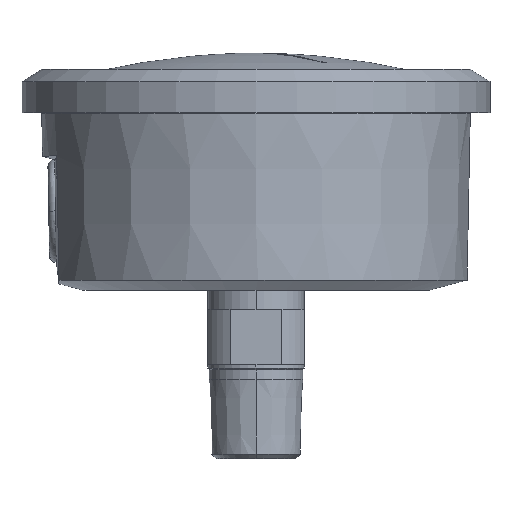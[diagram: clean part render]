
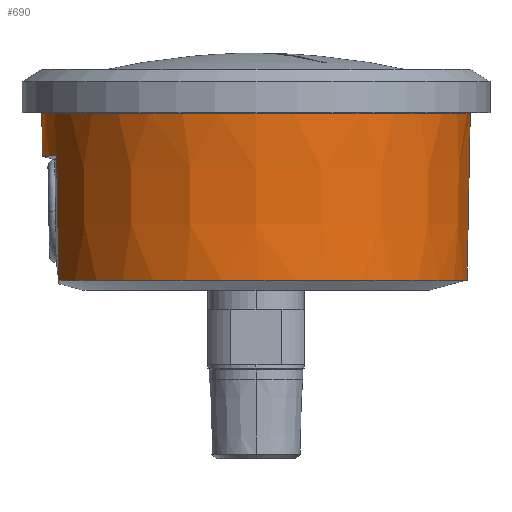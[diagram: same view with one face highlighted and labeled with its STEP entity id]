
A CAD part, left-side view. The second image highlights one B-rep face of the part: STEP entity #690.
In plain terms, the highlighted conical face has half-angle 1.114 degrees and reference radius 31.133 mm.
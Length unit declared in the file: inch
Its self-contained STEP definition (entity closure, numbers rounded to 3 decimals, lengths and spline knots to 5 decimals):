
#37 = EDGE_CURVE ( 'NONE', #3220, #2010, #3845, .T. ) ;
#98 = CARTESIAN_POINT ( 'NONE',  ( -0.43126, 1.12749, -0.10025 ) ) ;
#191 = EDGE_CURVE ( 'NONE', #569, #2911, #1349, .T. ) ;
#382 = CARTESIAN_POINT ( 'NONE',  ( 0., -1.22572, 0.85471 ) ) ;
#458 = CARTESIAN_POINT ( 'NONE',  ( 0., -1.22572, 0.85471 ) ) ;
#540 = ORIENTED_EDGE ( 'NONE', *, *, #4565, .T. ) ;
#569 = VERTEX_POINT ( 'NONE', #4356 ) ;
#656 = LINE ( 'NONE', #4012, #3885 ) ;
#690 = ADVANCED_FACE ( 'NONE', ( #2003 ), #4159, .T. ) ;
#800 = LINE ( 'NONE', #382, #1876 ) ;
#832 = ORIENTED_EDGE ( 'NONE', *, *, #3662, .T. ) ;
#1349 = CIRCLE ( 'NONE', #3650, 1.20715 ) ;
#1467 = CARTESIAN_POINT ( 'NONE',  ( -0.29747, 1.19362, 0.6093 ) ) ;
#1767 = AXIS2_PLACEMENT_3D ( 'NONE', #2920, #3360, #2051 ) ;
#1845 = ORIENTED_EDGE ( 'NONE', *, *, #37, .F. ) ;
#1876 = VECTOR ( 'NONE', #3755, 39.37008 ) ;
#2003 = FACE_OUTER_BOUND ( 'NONE', #5126, .T. ) ;
#2010 = VERTEX_POINT ( 'NONE', #4670 ) ;
#2051 = DIRECTION ( 'NONE',  ( 0., -1., 0. ) ) ;
#2106 = CARTESIAN_POINT ( 'NONE',  ( -0.4375, 1.13989, 0.61024 ) ) ;
#2538 = DIRECTION ( 'NONE',  ( 0., 1., 0. ) ) ;
#2596 = EDGE_CURVE ( 'NONE', #2010, #4695, #656, .T. ) ;
#2625 = CARTESIAN_POINT ( 'NONE',  ( -0.43334, 1.13162, 0.13658 ) ) ;
#2750 = CARTESIAN_POINT ( 'NONE',  ( -0.4375, 1.13989, 0.61024 ) ) ;
#2812 = VERTEX_POINT ( 'NONE', #458 ) ;
#2883 = CIRCLE ( 'NONE', #3940, 1.22572 ) ;
#2911 = VERTEX_POINT ( 'NONE', #98 ) ;
#2920 = CARTESIAN_POINT ( 'NONE',  ( 0., 0., 0.85471 ) ) ;
#3135 = ORIENTED_EDGE ( 'NONE', *, *, #2596, .F. ) ;
#3162 = CARTESIAN_POINT ( 'NONE',  ( 0., 1.22094, 0.60883 ) ) ;
#3220 = VERTEX_POINT ( 'NONE', #2106 ) ;
#3360 = DIRECTION ( 'NONE',  ( 0., 0., 1. ) ) ;
#3650 = AXIS2_PLACEMENT_3D ( 'NONE', #3930, #3981, #4744 ) ;
#3662 = EDGE_CURVE ( 'NONE', #3220, #2911, #4224, .T. ) ;
#3755 = DIRECTION ( 'NONE',  ( 0., -0.019, 1. ) ) ;
#3824 = EDGE_CURVE ( 'NONE', #2812, #4695, #2883, .T. ) ;
#3845 =( BOUNDED_CURVE ( )  B_SPLINE_CURVE ( 3, ( #2750, #1467, #4429, #3162 ),
 .UNSPECIFIED., .F., .T. ) 
 B_SPLINE_CURVE_WITH_KNOTS ( ( 4, 4 ),
 ( 2.77524, 3.14159 ),
 .UNSPECIFIED. ) 
 CURVE ( )  GEOMETRIC_REPRESENTATION_ITEM ( )  RATIONAL_B_SPLINE_CURVE ( ( 1., 0.989, 0.989, 1. ) ) 
 REPRESENTATION_ITEM ( '' )  );
#3885 = VECTOR ( 'NONE', #4368, 39.37008 ) ;
#3930 = CARTESIAN_POINT ( 'NONE',  ( 0., 0., -0.10025 ) ) ;
#3940 = AXIS2_PLACEMENT_3D ( 'NONE', #4656, #5460, #2538 ) ;
#3981 = DIRECTION ( 'NONE',  ( 0., 0., -1. ) ) ;
#4012 = CARTESIAN_POINT ( 'NONE',  ( 0., 1.22572, 0.85471 ) ) ;
#4159 = CONICAL_SURFACE ( 'NONE', #1767, 1.22572, 0.019 ) ;
#4224 = B_SPLINE_CURVE_WITH_KNOTS ( 'NONE', 3,
 ( #5183, #4799, #2625, #4309 ),
 .UNSPECIFIED., .F., .F.,
 ( 4, 4 ),
 ( 0., 0.01805 ),
 .UNSPECIFIED. ) ;
#4309 = CARTESIAN_POINT ( 'NONE',  ( -0.43126, 1.12749, -0.10025 ) ) ;
#4356 = CARTESIAN_POINT ( 'NONE',  ( 0., -1.20715, -0.10025 ) ) ;
#4368 = DIRECTION ( 'NONE',  ( 0., 0.019, 1. ) ) ;
#4429 = CARTESIAN_POINT ( 'NONE',  ( -0.14999, 1.22094, 0.60883 ) ) ;
#4565 = EDGE_CURVE ( 'NONE', #569, #2812, #800, .T. ) ;
#4656 = CARTESIAN_POINT ( 'NONE',  ( 0., 0., 0.85471 ) ) ;
#4670 = CARTESIAN_POINT ( 'NONE',  ( 0., 1.22094, 0.60883 ) ) ;
#4695 = VERTEX_POINT ( 'NONE', #4876 ) ;
#4744 = DIRECTION ( 'NONE',  ( 0., 1., 0. ) ) ;
#4799 = CARTESIAN_POINT ( 'NONE',  ( -0.43542, 1.13575, 0.37341 ) ) ;
#4876 = CARTESIAN_POINT ( 'NONE',  ( 0., 1.22572, 0.85471 ) ) ;
#5126 = EDGE_LOOP ( 'NONE', ( #3135, #1845, #832, #5461, #540, #5211 ) ) ;
#5183 = CARTESIAN_POINT ( 'NONE',  ( -0.4375, 1.13989, 0.61024 ) ) ;
#5211 = ORIENTED_EDGE ( 'NONE', *, *, #3824, .T. ) ;
#5460 = DIRECTION ( 'NONE',  ( 0., 0., -1. ) ) ;
#5461 = ORIENTED_EDGE ( 'NONE', *, *, #191, .F. ) ;
